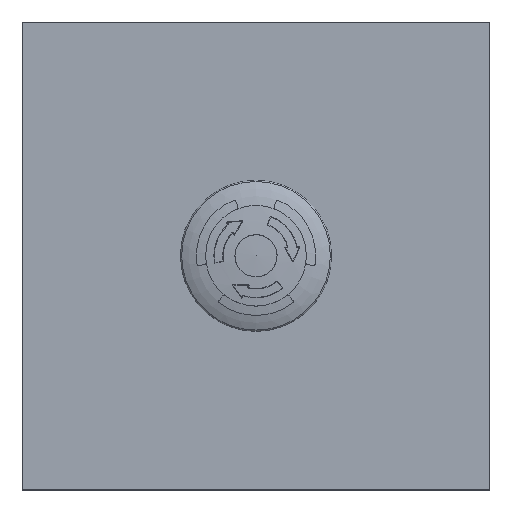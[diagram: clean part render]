
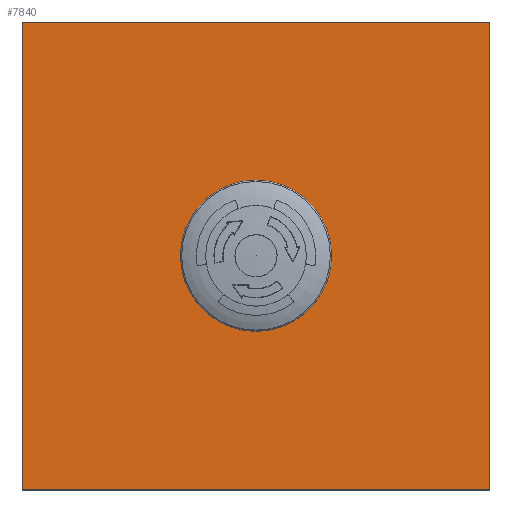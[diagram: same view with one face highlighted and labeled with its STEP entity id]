
A CAD part, top view. The second image highlights one B-rep face of the part: STEP entity #7840.
In plain terms, the highlighted planar face has unit normal (0, 0, 1).
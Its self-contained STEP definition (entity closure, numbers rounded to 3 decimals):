
#522=PLANE('',#8848);
#1216=LINE('',#17080,#1587);
#1220=LINE('',#17088,#1591);
#1223=LINE('',#17094,#1594);
#1225=LINE('',#17102,#1596);
#1587=VECTOR('',#10866,1000.);
#1591=VECTOR('',#10872,1000.);
#1594=VECTOR('',#10877,1000.);
#1596=VECTOR('',#10887,1000.);
#3839=ORIENTED_EDGE('',*,*,#4975,.T.);
#3840=ORIENTED_EDGE('',*,*,#4967,.T.);
#3841=ORIENTED_EDGE('',*,*,#4971,.T.);
#3842=ORIENTED_EDGE('',*,*,#4974,.T.);
#3843=ORIENTED_EDGE('',*,*,#4978,.T.);
#4967=EDGE_CURVE('',#5694,#5693,#1216,.T.);
#4971=EDGE_CURVE('',#5693,#5696,#1220,.T.);
#4974=EDGE_CURVE('',#5696,#5698,#1223,.T.);
#4975=EDGE_CURVE('',#5699,#5699,#6108,.T.);
#4978=EDGE_CURVE('',#5698,#5694,#1225,.T.);
#5693=VERTEX_POINT('',#17079);
#5694=VERTEX_POINT('',#17081);
#5696=VERTEX_POINT('',#17087);
#5698=VERTEX_POINT('',#17093);
#5699=VERTEX_POINT('',#17097);
#6108=CIRCLE('',#8845,11.);
#6678=EDGE_LOOP('',(#3839));
#6679=EDGE_LOOP('',(#3840,#3841,#3842,#3843));
#7252=FACE_BOUND('',#6678,.T.);
#7253=FACE_BOUND('',#6679,.T.);
#7840=ADVANCED_FACE('',(#7252,#7253),#522,.T.);
#8845=AXIS2_PLACEMENT_3D('',#17096,#10880,#10881);
#8848=AXIS2_PLACEMENT_3D('',#17103,#10888,#10889);
#10866=DIRECTION('',(0.,-1.,0.));
#10872=DIRECTION('',(1.,0.,0.));
#10877=DIRECTION('',(0.,1.,0.));
#10880=DIRECTION('',(0.,0.,-1.));
#10881=DIRECTION('',(1.,0.,0.));
#10887=DIRECTION('',(-1.,0.,0.));
#10888=DIRECTION('',(0.,0.,1.));
#10889=DIRECTION('',(1.,0.,0.));
#17079=CARTESIAN_POINT('',(-50.,-50.,-0.001));
#17080=CARTESIAN_POINT('',(-50.,50.,-0.001));
#17081=CARTESIAN_POINT('',(-50.,50.,-0.001));
#17087=CARTESIAN_POINT('',(50.,-50.,-0.001));
#17088=CARTESIAN_POINT('',(-50.,-50.,-0.001));
#17093=CARTESIAN_POINT('',(50.,50.,-0.001));
#17094=CARTESIAN_POINT('',(50.,-50.,-0.001));
#17096=CARTESIAN_POINT('',(0.,0.,-0.001));
#17097=CARTESIAN_POINT('',(11.,0.,-0.001));
#17102=CARTESIAN_POINT('',(50.,50.,-0.001));
#17103=CARTESIAN_POINT('',(0.,0.,-0.001));
